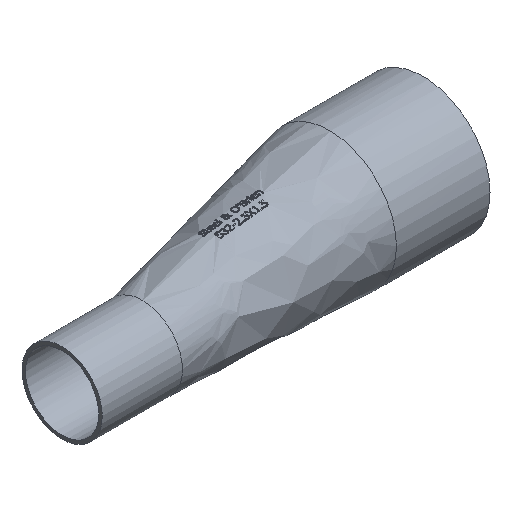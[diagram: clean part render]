
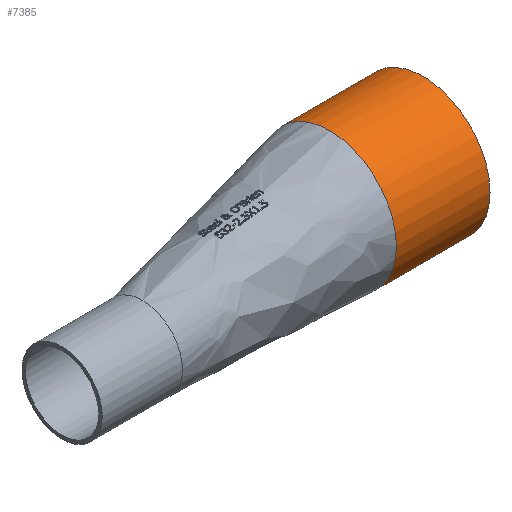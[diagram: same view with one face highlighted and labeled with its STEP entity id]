
A CAD part, isometric view. The second image highlights one B-rep face of the part: STEP entity #7385.
In plain terms, the highlighted cylindrical face has radius 31.75 mm (diameter 63.5 mm), a full revolution.
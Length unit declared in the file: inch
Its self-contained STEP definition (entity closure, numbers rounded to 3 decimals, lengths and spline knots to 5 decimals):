
#14=CYLINDRICAL_SURFACE('',#7642,1.25);
#456=FACE_BOUND('',#2093,.T.);
#1657=FACE_OUTER_BOUND('',#2092,.T.);
#2092=EDGE_LOOP('',(#6910,#6911));
#2093=EDGE_LOOP('',(#6912));
#2161=CIRCLE('',#7465,1.25);
#2162=CIRCLE('',#7466,1.25);
#2184=CIRCLE('',#7643,1.25);
#3051=VERTEX_POINT('',#10351);
#3052=VERTEX_POINT('',#10354);
#3539=VERTEX_POINT('',#17040);
#3805=EDGE_CURVE('',#3052,#3051,#2161,.T.);
#3806=EDGE_CURVE('',#3051,#3052,#2162,.T.);
#4666=EDGE_CURVE('',#3539,#3539,#2184,.T.);
#6910=ORIENTED_EDGE('',*,*,#3805,.T.);
#6911=ORIENTED_EDGE('',*,*,#3806,.T.);
#6912=ORIENTED_EDGE('',*,*,#4666,.F.);
#7385=ADVANCED_FACE('',(#1657,#456),#14,.T.);
#7465=AXIS2_PLACEMENT_3D('',#10355,#7806,#7807);
#7466=AXIS2_PLACEMENT_3D('',#10356,#7808,#7809);
#7642=AXIS2_PLACEMENT_3D('',#17039,#8522,#8523);
#7643=AXIS2_PLACEMENT_3D('',#17041,#8524,#8525);
#7806=DIRECTION('center_axis',(1.,0.,0.));
#7807=DIRECTION('ref_axis',(0.,-1.,0.016));
#7808=DIRECTION('center_axis',(1.,0.,0.));
#7809=DIRECTION('ref_axis',(0.,-1.,0.016));
#8522=DIRECTION('center_axis',(-1.,0.,0.));
#8523=DIRECTION('ref_axis',(0.,-1.,0.016));
#8524=DIRECTION('center_axis',(1.,0.,0.));
#8525=DIRECTION('ref_axis',(0.,-1.,0.016));
#10351=CARTESIAN_POINT('',(2.,0.23106,1.24986));
#10354=CARTESIAN_POINT('',(2.,-1.,0.));
#10355=CARTESIAN_POINT('Origin',(2.,0.25,0.));
#10356=CARTESIAN_POINT('Origin',(2.,0.25,0.));
#17039=CARTESIAN_POINT('Origin',(3.75,0.25,0.));
#17040=CARTESIAN_POINT('',(3.75,1.49985,-0.01944));
#17041=CARTESIAN_POINT('Origin',(3.75,0.25,0.));
